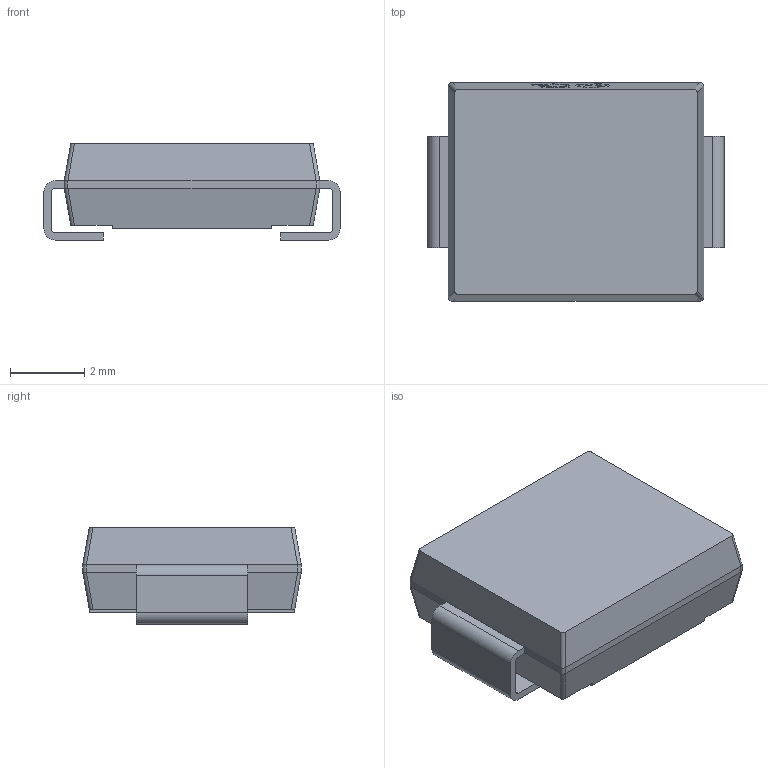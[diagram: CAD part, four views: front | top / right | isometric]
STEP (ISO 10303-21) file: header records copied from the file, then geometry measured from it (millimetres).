
FILE_DESCRIPTION (( 'STEP AP214' ), '1' );
FILE_NAME ('SMC_L6.9-W5.9-LS7.9-BI-1.step', '2022-07-05T10:56:58', ( '' ), ( '' ), 'SwSTEP 2.0', 'SolidWorks 2020', '' );
FILE_SCHEMA (( 'AUTOMOTIVE_DESIGN' ));
Length unit declared in the file: millimetre
Products named in the file (1): SMC_L6.9-W5.9-LS7.9-BI-1
Bounding box: 8 x 5.9 x 2.6 mm (x, y, z)
Volume: 91.4 mm3; surface area: 172.9 mm2
Topology: 3 solids, 3 shells, 282 faces, 771 edges, 514 vertices
Faces by surface type: plane 164, bspline 98, cylinder 20
Entity records: 12517 total; most frequent: CARTESIAN_POINT 2970, ORIENTED_EDGE 1542, DIRECTION 925, EDGE_CURVE 771, VECTOR 523, LINE 523, VERTEX_POINT 514, EDGE_LOOP 301
